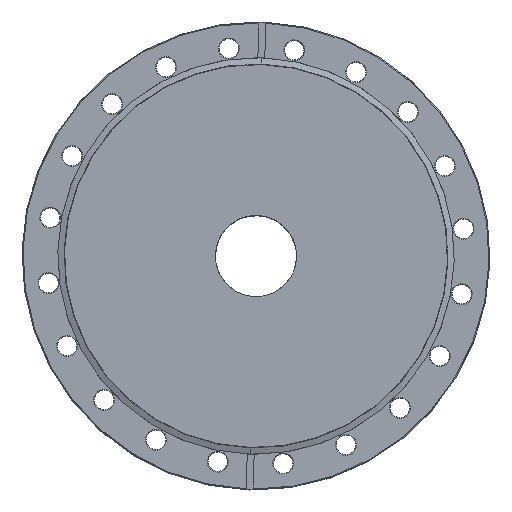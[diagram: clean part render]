
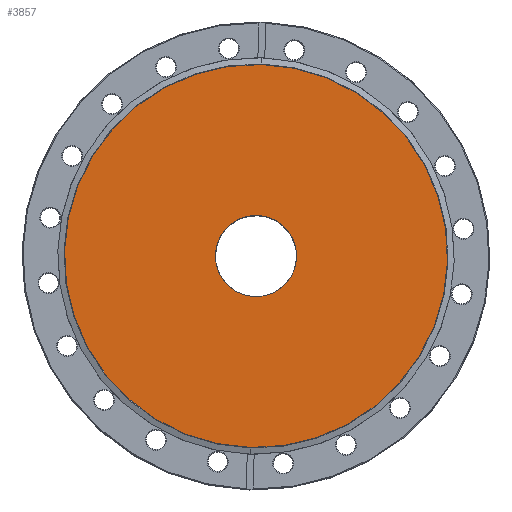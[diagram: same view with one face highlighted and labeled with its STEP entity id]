
A CAD part, top view. The second image highlights one B-rep face of the part: STEP entity #3857.
In plain terms, the highlighted face is planar.
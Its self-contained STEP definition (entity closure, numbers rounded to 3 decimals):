
#6 = EDGE_CURVE ( 'NONE', #441, #4036, #3090, .T. ) ;
#7 = VERTEX_POINT ( 'NONE', #5128 ) ;
#428 = ORIENTED_EDGE ( 'NONE', *, *, #3937, .T. ) ;
#440 = DIRECTION ( 'NONE',  ( 0., -1., 0. ) ) ;
#441 = VERTEX_POINT ( 'NONE', #2201 ) ;
#495 = CIRCLE ( 'NONE', #4035, 17.55 ) ;
#524 = CARTESIAN_POINT ( 'NONE',  ( 0., 9.95, 0. ) ) ;
#616 = DIRECTION ( 'NONE',  ( 0., -1., 0. ) ) ;
#640 = DIRECTION ( 'NONE',  ( 0., 0., -1. ) ) ;
#842 = AXIS2_PLACEMENT_3D ( 'NONE', #524, #4039, #1026 ) ;
#948 = VERTEX_POINT ( 'NONE', #2606 ) ;
#961 = AXIS2_PLACEMENT_3D ( 'NONE', #4772, #1754, #5263 ) ;
#1026 = DIRECTION ( 'NONE',  ( 0., 0., -1. ) ) ;
#1156 = DIRECTION ( 'NONE',  ( 0., -1., 0. ) ) ;
#1754 = DIRECTION ( 'NONE',  ( 0., -1., 0. ) ) ;
#1920 = FACE_BOUND ( 'NONE', #2025, .T. ) ;
#2025 = EDGE_LOOP ( 'NONE', ( #6170, #428 ) ) ;
#2201 = CARTESIAN_POINT ( 'NONE',  ( 0., 9.95, -82.832 ) ) ;
#2311 = EDGE_LOOP ( 'NONE', ( #3501, #6093 ) ) ;
#2606 = CARTESIAN_POINT ( 'NONE',  ( 0., 9.95, -17.55 ) ) ;
#2770 = EDGE_CURVE ( 'NONE', #4036, #441, #3843, .T. ) ;
#3090 = CIRCLE ( 'NONE', #5878, 82.832 ) ;
#3113 = FACE_OUTER_BOUND ( 'NONE', #2311, .T. ) ;
#3501 = ORIENTED_EDGE ( 'NONE', *, *, #2770, .F. ) ;
#3821 = CIRCLE ( 'NONE', #842, 17.55 ) ;
#3843 = CIRCLE ( 'NONE', #961, 82.832 ) ;
#3857 = ADVANCED_FACE ( 'NONE', ( #1920, #3113 ), #6439, .F. ) ;
#3937 = EDGE_CURVE ( 'NONE', #7, #948, #3821, .T. ) ;
#3962 = DIRECTION ( 'NONE',  ( 0., 0., -1. ) ) ;
#4035 = AXIS2_PLACEMENT_3D ( 'NONE', #4164, #1156, #4672 ) ;
#4036 = VERTEX_POINT ( 'NONE', #4635 ) ;
#4039 = DIRECTION ( 'NONE',  ( 0., -1., 0. ) ) ;
#4164 = CARTESIAN_POINT ( 'NONE',  ( 0., 9.95, 0. ) ) ;
#4635 = CARTESIAN_POINT ( 'NONE',  ( 0., 9.95, 82.832 ) ) ;
#4664 = AXIS2_PLACEMENT_3D ( 'NONE', #5436, #440, #3962 ) ;
#4668 = CARTESIAN_POINT ( 'NONE',  ( 0., 9.95, 0. ) ) ;
#4672 = DIRECTION ( 'NONE',  ( 0., 0., -1. ) ) ;
#4772 = CARTESIAN_POINT ( 'NONE',  ( 0., 9.95, 0. ) ) ;
#5128 = CARTESIAN_POINT ( 'NONE',  ( 0., 9.95, 17.55 ) ) ;
#5263 = DIRECTION ( 'NONE',  ( 0., 0., -1. ) ) ;
#5424 = EDGE_CURVE ( 'NONE', #948, #7, #495, .T. ) ;
#5436 = CARTESIAN_POINT ( 'NONE',  ( -82.832, 9.95, 0. ) ) ;
#5878 = AXIS2_PLACEMENT_3D ( 'NONE', #4668, #616, #640 ) ;
#6093 = ORIENTED_EDGE ( 'NONE', *, *, #6, .F. ) ;
#6170 = ORIENTED_EDGE ( 'NONE', *, *, #5424, .T. ) ;
#6439 = PLANE ( 'NONE',  #4664 ) ;
